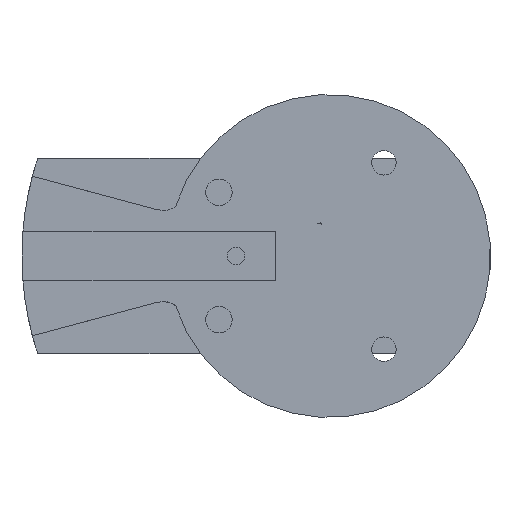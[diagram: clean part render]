
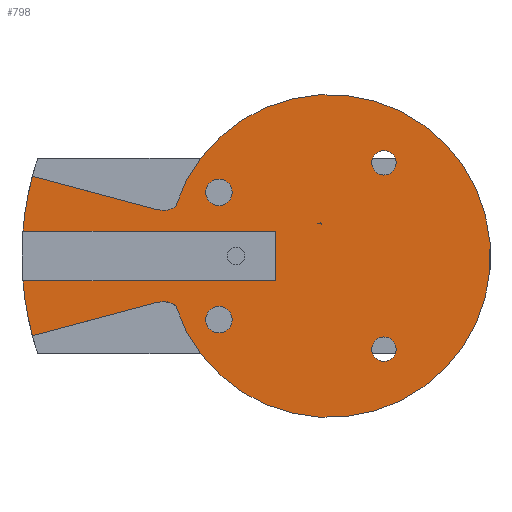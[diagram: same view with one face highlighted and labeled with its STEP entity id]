
A CAD part, front view. The second image highlights one B-rep face of the part: STEP entity #798.
In plain terms, the highlighted planar face has unit normal (0, -1, 0).
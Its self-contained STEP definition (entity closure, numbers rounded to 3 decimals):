
#21=FACE_BOUND('',#140,.T.);
#22=FACE_BOUND('',#141,.T.);
#23=FACE_BOUND('',#142,.T.);
#24=FACE_BOUND('',#143,.T.);
#25=FACE_BOUND('',#144,.T.);
#36=(
BOUNDED_CURVE()
B_SPLINE_CURVE(5,(#1358,#1359,#1360,#1361,#1362,#1363,#1364,#1365,#1366,
#1367,#1368,#1369,#1370,#1371,#1372),.UNSPECIFIED.,.F.,.F.)
B_SPLINE_CURVE_WITH_KNOTS((6,1,1,1,1,1,1,1,1,1,6),(0.,0.1,0.2,0.3,0.4,0.5,
0.6,0.7,0.8,0.9,1.),.UNSPECIFIED.)
CURVE()
GEOMETRIC_REPRESENTATION_ITEM()
RATIONAL_B_SPLINE_CURVE((1.,1.,1.,1.,1.,1.,1.,1.,1.,1.,1.,1.,1.,1.,1.))
REPRESENTATION_ITEM('')
);
#38=(
BOUNDED_CURVE()
B_SPLINE_CURVE(5,(#1428,#1429,#1430,#1431,#1432,#1433,#1434,#1435,#1436,
#1437,#1438,#1439,#1440,#1441,#1442),.UNSPECIFIED.,.F.,.F.)
B_SPLINE_CURVE_WITH_KNOTS((6,1,1,1,1,1,1,1,1,1,6),(0.,0.1,0.2,0.3,0.4,0.5,
0.6,0.7,0.8,0.9,1.),.UNSPECIFIED.)
CURVE()
GEOMETRIC_REPRESENTATION_ITEM()
RATIONAL_B_SPLINE_CURVE((1.,1.,1.,1.,1.,1.,1.,1.,1.,1.,1.,1.,1.,1.,1.))
REPRESENTATION_ITEM('')
);
#49=PLANE('',#873);
#90=FACE_OUTER_BOUND('',#139,.T.);
#139=EDGE_LOOP('',(#656,#657,#658,#659,#660,#661,#662,#663,#664,#665));
#140=EDGE_LOOP('',(#666));
#141=EDGE_LOOP('',(#667));
#142=EDGE_LOOP('',(#668));
#143=EDGE_LOOP('',(#669));
#144=EDGE_LOOP('',(#670,#671,#672));
#188=LINE('',#1320,#258);
#204=LINE('',#1516,#274);
#208=LINE('',#1523,#278);
#209=LINE('',#1524,#279);
#210=LINE('',#1525,#280);
#258=VECTOR('',#965,10.);
#274=VECTOR('',#1047,10.);
#278=VECTOR('',#1053,10.);
#279=VECTOR('',#1054,10.);
#280=VECTOR('',#1055,10.);
#303=CIRCLE('',#818,1.35);
#305=CIRCLE('',#821,1.35);
#315=CIRCLE('',#836,31.5);
#317=CIRCLE('',#838,31.5);
#318=CIRCLE('',#841,16.5);
#330=CIRCLE('',#859,1.25);
#331=CIRCLE('',#861,1.25);
#332=CIRCLE('',#863,0.5);
#333=CIRCLE('',#865,3.5);
#334=CIRCLE('',#867,1.);
#339=VERTEX_POINT('',#1116);
#341=VERTEX_POINT('',#1122);
#358=VERTEX_POINT('',#1282);
#368=VERTEX_POINT('',#1302);
#369=VERTEX_POINT('',#1304);
#372=VERTEX_POINT('',#1310);
#375=VERTEX_POINT('',#1318);
#378=VERTEX_POINT('',#1356);
#379=VERTEX_POINT('',#1357);
#382=VERTEX_POINT('',#1393);
#394=VERTEX_POINT('',#1487);
#395=VERTEX_POINT('',#1491);
#396=VERTEX_POINT('',#1495);
#397=VERTEX_POINT('',#1497);
#398=VERTEX_POINT('',#1501);
#401=VERTEX_POINT('',#1514);
#402=VERTEX_POINT('',#1515);
#415=EDGE_CURVE('',#339,#339,#303,.T.);
#418=EDGE_CURVE('',#341,#341,#305,.T.);
#451=EDGE_CURVE('',#369,#368,#315,.T.);
#455=EDGE_CURVE('',#358,#372,#317,.T.);
#459=EDGE_CURVE('',#368,#375,#188,.T.);
#463=EDGE_CURVE('',#378,#379,#36,.T.);
#467=EDGE_CURVE('',#379,#382,#318,.T.);
#470=EDGE_CURVE('',#375,#382,#38,.T.);
#485=EDGE_CURVE('',#394,#394,#330,.T.);
#487=EDGE_CURVE('',#395,#395,#331,.T.);
#491=EDGE_CURVE('',#396,#397,#332,.T.);
#493=EDGE_CURVE('',#397,#398,#333,.T.);
#494=EDGE_CURVE('',#398,#396,#334,.T.);
#498=EDGE_CURVE('',#401,#402,#204,.T.);
#502=EDGE_CURVE('',#369,#401,#208,.T.);
#503=EDGE_CURVE('',#378,#358,#209,.T.);
#504=EDGE_CURVE('',#402,#372,#210,.T.);
#656=ORIENTED_EDGE('',*,*,#502,.F.);
#657=ORIENTED_EDGE('',*,*,#451,.T.);
#658=ORIENTED_EDGE('',*,*,#459,.T.);
#659=ORIENTED_EDGE('',*,*,#470,.T.);
#660=ORIENTED_EDGE('',*,*,#467,.F.);
#661=ORIENTED_EDGE('',*,*,#463,.F.);
#662=ORIENTED_EDGE('',*,*,#503,.T.);
#663=ORIENTED_EDGE('',*,*,#455,.T.);
#664=ORIENTED_EDGE('',*,*,#504,.F.);
#665=ORIENTED_EDGE('',*,*,#498,.F.);
#666=ORIENTED_EDGE('',*,*,#415,.T.);
#667=ORIENTED_EDGE('',*,*,#418,.T.);
#668=ORIENTED_EDGE('',*,*,#485,.T.);
#669=ORIENTED_EDGE('',*,*,#487,.T.);
#670=ORIENTED_EDGE('',*,*,#493,.T.);
#671=ORIENTED_EDGE('',*,*,#494,.T.);
#672=ORIENTED_EDGE('',*,*,#491,.T.);
#798=ADVANCED_FACE('',(#90,#21,#22,#23,#24,#25),#49,.T.);
#818=AXIS2_PLACEMENT_3D('',#1117,#896,#897);
#821=AXIS2_PLACEMENT_3D('',#1123,#903,#904);
#836=AXIS2_PLACEMENT_3D('',#1305,#952,#953);
#838=AXIS2_PLACEMENT_3D('',#1312,#958,#959);
#841=AXIS2_PLACEMENT_3D('',#1394,#973,#974);
#859=AXIS2_PLACEMENT_3D('',#1488,#1013,#1014);
#861=AXIS2_PLACEMENT_3D('',#1492,#1018,#1019);
#863=AXIS2_PLACEMENT_3D('',#1499,#1025,#1026);
#865=AXIS2_PLACEMENT_3D('',#1503,#1030,#1031);
#867=AXIS2_PLACEMENT_3D('',#1505,#1034,#1035);
#873=AXIS2_PLACEMENT_3D('',#1522,#1051,#1052);
#896=DIRECTION('center_axis',(0.,1.,0.));
#897=DIRECTION('ref_axis',(1.,0.,0.));
#903=DIRECTION('center_axis',(0.,1.,0.));
#904=DIRECTION('ref_axis',(1.,0.,0.));
#952=DIRECTION('center_axis',(0.,-1.,0.));
#953=DIRECTION('ref_axis',(1.,0.,0.));
#958=DIRECTION('center_axis',(0.,-1.,0.));
#959=DIRECTION('ref_axis',(1.,0.,0.));
#965=DIRECTION('',(0.966,0.,0.259));
#973=DIRECTION('center_axis',(0.,1.,0.));
#974=DIRECTION('ref_axis',(1.,0.,0.));
#1013=DIRECTION('center_axis',(0.,1.,0.));
#1014=DIRECTION('ref_axis',(1.,0.,0.));
#1018=DIRECTION('center_axis',(0.,1.,0.));
#1019=DIRECTION('ref_axis',(1.,0.,0.));
#1025=DIRECTION('center_axis',(0.,-1.,0.));
#1026=DIRECTION('ref_axis',(-0.333,0.,0.943));
#1030=DIRECTION('center_axis',(0.,1.,0.));
#1031=DIRECTION('ref_axis',(-1.,0.,0.));
#1034=DIRECTION('center_axis',(0.,1.,0.));
#1035=DIRECTION('ref_axis',(-0.5,0.,0.866));
#1047=DIRECTION('',(0.,0.,1.));
#1051=DIRECTION('center_axis',(0.,-1.,0.));
#1052=DIRECTION('ref_axis',(1.,0.,0.));
#1053=DIRECTION('',(1.,0.,0.));
#1054=DIRECTION('',(-0.966,0.,0.259));
#1055=DIRECTION('',(-1.,0.,0.));
#1116=CARTESIAN_POINT('',(29.392,0.424,9.594));
#1117=CARTESIAN_POINT('Origin',(30.742,0.424,9.594));
#1122=CARTESIAN_POINT('',(29.392,0.424,-3.406));
#1123=CARTESIAN_POINT('Origin',(30.742,0.424,-3.406));
#1282=CARTESIAN_POINT('',(11.672,0.424,11.247));
#1302=CARTESIAN_POINT('',(11.672,0.424,-5.059));
#1304=CARTESIAN_POINT('',(10.703,0.424,0.544));
#1305=CARTESIAN_POINT('Origin',(42.099,0.424,3.094));
#1310=CARTESIAN_POINT('',(10.703,0.424,5.644));
#1312=CARTESIAN_POINT('Origin',(42.099,0.424,3.094));
#1318=CARTESIAN_POINT('',(24.486,0.424,-1.625));
#1320=CARTESIAN_POINT('',(26.161,0.424,-1.176));
#1356=CARTESIAN_POINT('',(24.486,0.424,7.814));
#1357=CARTESIAN_POINT('',(26.305,0.424,8.186));
#1358=CARTESIAN_POINT('Ctrl Pts',(24.486,0.424,7.814));
#1359=CARTESIAN_POINT('Ctrl Pts',(24.532,0.424,7.807));
#1360=CARTESIAN_POINT('Ctrl Pts',(24.624,0.424,7.794));
#1361=CARTESIAN_POINT('Ctrl Pts',(24.759,0.424,7.779));
#1362=CARTESIAN_POINT('Ctrl Pts',(24.935,0.424,7.766));
#1363=CARTESIAN_POINT('Ctrl Pts',(25.144,0.424,7.763));
#1364=CARTESIAN_POINT('Ctrl Pts',(25.343,0.424,7.776));
#1365=CARTESIAN_POINT('Ctrl Pts',(25.532,0.424,7.804));
#1366=CARTESIAN_POINT('Ctrl Pts',(25.708,0.424,7.849));
#1367=CARTESIAN_POINT('Ctrl Pts',(25.873,0.424,7.911));
#1368=CARTESIAN_POINT('Ctrl Pts',(26.027,0.424,7.988));
#1369=CARTESIAN_POINT('Ctrl Pts',(26.143,0.424,8.06));
#1370=CARTESIAN_POINT('Ctrl Pts',(26.226,0.424,8.121));
#1371=CARTESIAN_POINT('Ctrl Pts',(26.279,0.424,8.164));
#1372=CARTESIAN_POINT('Ctrl Pts',(26.305,0.424,8.186));
#1393=CARTESIAN_POINT('',(26.305,0.424,-1.998));
#1394=CARTESIAN_POINT('Origin',(42.,0.424,3.094));
#1428=CARTESIAN_POINT('Ctrl Pts',(24.486,0.424,-1.625));
#1429=CARTESIAN_POINT('Ctrl Pts',(24.532,0.424,-1.618));
#1430=CARTESIAN_POINT('Ctrl Pts',(24.624,0.424,-1.606));
#1431=CARTESIAN_POINT('Ctrl Pts',(24.759,0.424,-1.591));
#1432=CARTESIAN_POINT('Ctrl Pts',(24.935,0.424,-1.578));
#1433=CARTESIAN_POINT('Ctrl Pts',(25.144,0.424,-1.575));
#1434=CARTESIAN_POINT('Ctrl Pts',(25.343,0.424,-1.588));
#1435=CARTESIAN_POINT('Ctrl Pts',(25.532,0.424,-1.616));
#1436=CARTESIAN_POINT('Ctrl Pts',(25.708,0.424,-1.661));
#1437=CARTESIAN_POINT('Ctrl Pts',(25.873,0.424,-1.723));
#1438=CARTESIAN_POINT('Ctrl Pts',(26.027,0.424,-1.799));
#1439=CARTESIAN_POINT('Ctrl Pts',(26.143,0.424,-1.872));
#1440=CARTESIAN_POINT('Ctrl Pts',(26.226,0.424,-1.933));
#1441=CARTESIAN_POINT('Ctrl Pts',(26.279,0.424,-1.976));
#1442=CARTESIAN_POINT('Ctrl Pts',(26.305,0.424,-1.998));
#1487=CARTESIAN_POINT('',(46.349,0.424,12.62));
#1488=CARTESIAN_POINT('Origin',(47.599,0.424,12.62));
#1491=CARTESIAN_POINT('',(46.349,0.424,-6.432));
#1492=CARTESIAN_POINT('Origin',(47.599,0.424,-6.432));
#1495=CARTESIAN_POINT('',(41.247,0.424,6.357));
#1497=CARTESIAN_POINT('',(40.833,0.424,6.394));
#1499=CARTESIAN_POINT('Origin',(41.,0.424,5.922));
#1501=CARTESIAN_POINT('',(41.115,0.424,6.48));
#1503=CARTESIAN_POINT('Origin',(42.,0.424,3.094));
#1505=CARTESIAN_POINT('Origin',(40.5,0.424,5.692));
#1514=CARTESIAN_POINT('',(36.494,0.424,0.544));
#1515=CARTESIAN_POINT('',(36.494,0.424,5.644));
#1516=CARTESIAN_POINT('',(36.494,0.424,1.819));
#1522=CARTESIAN_POINT('Origin',(42.099,0.424,3.094));
#1523=CARTESIAN_POINT('',(33.247,0.424,0.544));
#1524=CARTESIAN_POINT('',(26.161,0.424,7.365));
#1525=CARTESIAN_POINT('',(33.247,0.424,5.644));
